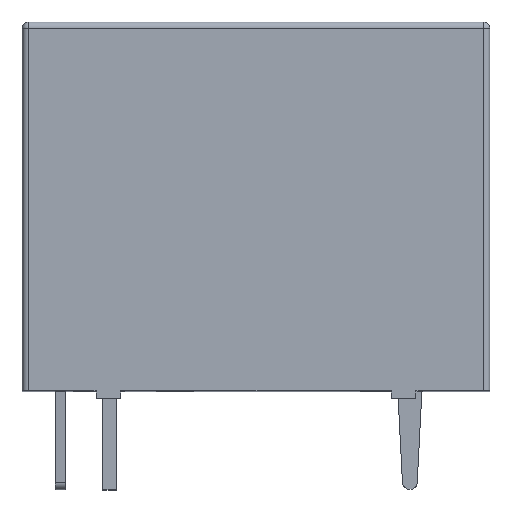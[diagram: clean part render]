
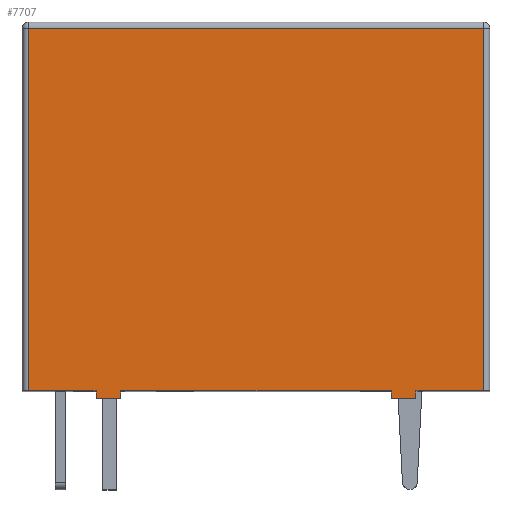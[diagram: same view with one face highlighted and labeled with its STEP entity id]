
A CAD part, top view. The second image highlights one B-rep face of the part: STEP entity #7707.
In plain terms, the highlighted planar face has unit normal (0, 0, 1).
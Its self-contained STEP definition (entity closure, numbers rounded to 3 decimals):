
#639=FACE_OUTER_BOUND('',#1083,.T.);
#1083=EDGE_LOOP('',(#5758,#5759,#5760,#5761,#5762,#5763,#5764,#5765,#5766,
#5767,#5768,#5769));
#1632=LINE('',#11662,#2506);
#1638=LINE('',#11678,#2512);
#1646=LINE('',#11695,#2520);
#1655=LINE('',#11713,#2529);
#1670=LINE('',#11749,#2544);
#1674=LINE('',#11758,#2548);
#1677=LINE('',#11762,#2551);
#1689=LINE('',#11789,#2563);
#1690=LINE('',#11793,#2564);
#1691=LINE('',#11794,#2565);
#1692=LINE('',#11795,#2566);
#1693=LINE('',#11796,#2567);
#2506=VECTOR('',#9038,10.);
#2512=VECTOR('',#9050,10.);
#2520=VECTOR('',#9062,10.);
#2529=VECTOR('',#9075,10.);
#2544=VECTOR('',#9102,10.);
#2548=VECTOR('',#9108,10.);
#2551=VECTOR('',#9113,10.);
#2563=VECTOR('',#9135,10.);
#2564=VECTOR('',#9140,10.);
#2565=VECTOR('',#9141,10.);
#2566=VECTOR('',#9142,10.);
#2567=VECTOR('',#9143,10.);
#3363=VERTEX_POINT('',#11659);
#3364=VERTEX_POINT('',#11661);
#3371=VERTEX_POINT('',#11676);
#3377=VERTEX_POINT('',#11692);
#3378=VERTEX_POINT('',#11694);
#3385=VERTEX_POINT('',#11712);
#3399=VERTEX_POINT('',#11746);
#3400=VERTEX_POINT('',#11748);
#3403=VERTEX_POINT('',#11755);
#3404=VERTEX_POINT('',#11757);
#3414=VERTEX_POINT('',#11788);
#3415=VERTEX_POINT('',#11792);
#4220=EDGE_CURVE('',#3364,#3363,#1632,.T.);
#4228=EDGE_CURVE('',#3363,#3371,#1638,.T.);
#4236=EDGE_CURVE('',#3378,#3377,#1646,.T.);
#4245=EDGE_CURVE('',#3385,#3378,#1655,.T.);
#4262=EDGE_CURVE('',#3400,#3399,#1670,.T.);
#4266=EDGE_CURVE('',#3404,#3403,#1674,.T.);
#4269=EDGE_CURVE('',#3399,#3404,#1677,.T.);
#4282=EDGE_CURVE('',#3385,#3414,#1689,.T.);
#4284=EDGE_CURVE('',#3415,#3371,#1690,.T.);
#4285=EDGE_CURVE('',#3414,#3415,#1691,.T.);
#4286=EDGE_CURVE('',#3377,#3400,#1692,.T.);
#4287=EDGE_CURVE('',#3403,#3364,#1693,.T.);
#5758=ORIENTED_EDGE('',*,*,#4220,.T.);
#5759=ORIENTED_EDGE('',*,*,#4228,.T.);
#5760=ORIENTED_EDGE('',*,*,#4284,.F.);
#5761=ORIENTED_EDGE('',*,*,#4285,.F.);
#5762=ORIENTED_EDGE('',*,*,#4282,.F.);
#5763=ORIENTED_EDGE('',*,*,#4245,.T.);
#5764=ORIENTED_EDGE('',*,*,#4236,.T.);
#5765=ORIENTED_EDGE('',*,*,#4286,.T.);
#5766=ORIENTED_EDGE('',*,*,#4262,.T.);
#5767=ORIENTED_EDGE('',*,*,#4269,.T.);
#5768=ORIENTED_EDGE('',*,*,#4266,.T.);
#5769=ORIENTED_EDGE('',*,*,#4287,.T.);
#7361=PLANE('',#8249);
#7707=ADVANCED_FACE('',(#639),#7361,.T.);
#8249=AXIS2_PLACEMENT_3D('',#11791,#9138,#9139);
#9038=DIRECTION('',(0.,1.,0.));
#9050=DIRECTION('',(1.,0.,0.));
#9062=DIRECTION('',(0.,-1.,0.));
#9075=DIRECTION('',(1.,0.,0.));
#9102=DIRECTION('',(0.,1.,0.));
#9108=DIRECTION('',(0.,-1.,0.));
#9113=DIRECTION('',(1.,0.,0.));
#9135=DIRECTION('',(0.,1.,0.));
#9138=DIRECTION('center_axis',(0.,0.,1.));
#9139=DIRECTION('ref_axis',(1.,0.,0.));
#9140=DIRECTION('',(0.,-1.,0.));
#9141=DIRECTION('',(1.,0.,0.));
#9142=DIRECTION('',(1.,0.,0.));
#9143=DIRECTION('',(1.,0.,0.));
#11659=CARTESIAN_POINT('',(6.5,0.3,7.765));
#11661=CARTESIAN_POINT('',(6.5,0.,7.765));
#11662=CARTESIAN_POINT('',(6.5,0.,7.765));
#11676=CARTESIAN_POINT('',(9.25,0.3,7.765));
#11678=CARTESIAN_POINT('',(-0.75,0.3,7.765));
#11692=CARTESIAN_POINT('',(-6.5,0.,7.765));
#11694=CARTESIAN_POINT('',(-6.5,0.3,7.765));
#11695=CARTESIAN_POINT('',(-6.5,0.,7.765));
#11712=CARTESIAN_POINT('',(-9.25,0.3,7.765));
#11713=CARTESIAN_POINT('',(-8.75,0.3,7.765));
#11746=CARTESIAN_POINT('',(-5.5,0.3,7.765));
#11748=CARTESIAN_POINT('',(-5.5,0.,7.765));
#11749=CARTESIAN_POINT('',(-5.5,0.,7.765));
#11755=CARTESIAN_POINT('',(5.5,0.,7.765));
#11757=CARTESIAN_POINT('',(5.5,0.3,7.765));
#11758=CARTESIAN_POINT('',(5.5,0.,7.765));
#11762=CARTESIAN_POINT('',(-4.75,0.3,7.765));
#11788=CARTESIAN_POINT('',(-9.25,15.04,7.765));
#11789=CARTESIAN_POINT('',(-9.25,0.,7.765));
#11791=CARTESIAN_POINT('Origin',(-9.5,0.,7.765));
#11792=CARTESIAN_POINT('',(9.25,15.04,7.765));
#11793=CARTESIAN_POINT('',(9.25,0.,7.765));
#11794=CARTESIAN_POINT('',(-4.75,15.04,7.765));
#11795=CARTESIAN_POINT('',(-9.5,0.,7.765));
#11796=CARTESIAN_POINT('',(-9.5,0.,7.765));
